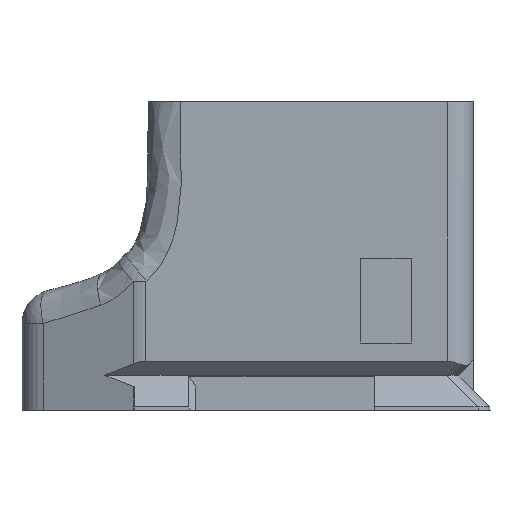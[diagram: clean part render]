
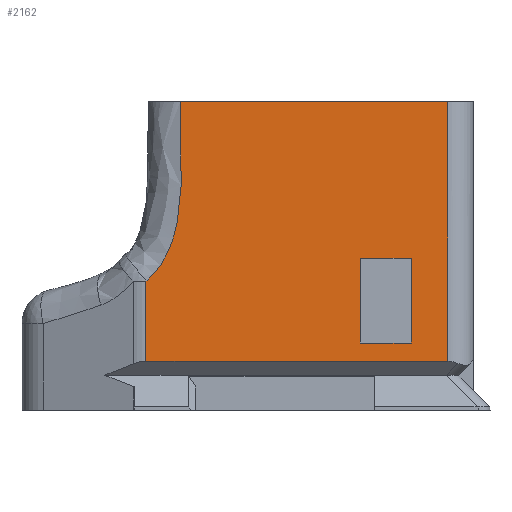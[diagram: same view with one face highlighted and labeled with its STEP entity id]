
A CAD part, left-side view. The second image highlights one B-rep face of the part: STEP entity #2162.
In plain terms, the highlighted planar face has unit normal (-1, 0, 0).
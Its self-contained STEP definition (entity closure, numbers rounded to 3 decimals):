
#97=B_SPLINE_CURVE_WITH_KNOTS('',3,(#3391,#3392,#3393,#3394,#3395,#3396,
#3397),.UNSPECIFIED.,.F.,.F.,(4,1,1,1,4),(0.,0.003,0.006,
0.008,0.011),.UNSPECIFIED.);
#923=ORIENTED_EDGE('',*,*,#953,.T.);
#924=ORIENTED_EDGE('',*,*,#946,.T.);
#925=ORIENTED_EDGE('',*,*,#949,.F.);
#926=ORIENTED_EDGE('',*,*,#951,.F.);
#927=ORIENTED_EDGE('',*,*,#994,.T.);
#928=ORIENTED_EDGE('',*,*,#1241,.F.);
#929=ORIENTED_EDGE('',*,*,#1225,.F.);
#930=ORIENTED_EDGE('',*,*,#1049,.T.);
#931=ORIENTED_EDGE('',*,*,#1240,.T.);
#946=EDGE_CURVE('',#1273,#1274,#1481,.T.);
#949=EDGE_CURVE('',#1275,#1274,#1484,.T.);
#951=EDGE_CURVE('',#1276,#1275,#1486,.T.);
#953=EDGE_CURVE('',#1276,#1273,#1488,.T.);
#994=EDGE_CURVE('',#1313,#1312,#1518,.T.);
#1049=EDGE_CURVE('',#1348,#1347,#97,.T.);
#1225=EDGE_CURVE('',#1348,#1462,#1584,.T.);
#1240=EDGE_CURVE('',#1347,#1313,#1587,.T.);
#1241=EDGE_CURVE('',#1462,#1312,#1588,.T.);
#1273=VERTEX_POINT('',#2848);
#1274=VERTEX_POINT('',#2849);
#1275=VERTEX_POINT('',#2854);
#1276=VERTEX_POINT('',#2858);
#1312=VERTEX_POINT('',#2962);
#1313=VERTEX_POINT('',#2964);
#1347=VERTEX_POINT('',#3309);
#1348=VERTEX_POINT('',#3398);
#1462=VERTEX_POINT('',#4784);
#1481=LINE('',#2847,#1620);
#1484=LINE('',#2853,#1623);
#1486=LINE('',#2857,#1625);
#1488=LINE('',#2861,#1627);
#1518=LINE('',#2963,#1657);
#1584=LINE('',#4783,#1723);
#1587=LINE('',#5617,#1726);
#1588=LINE('',#5619,#1727);
#1620=VECTOR('',#2367,1000.);
#1623=VECTOR('',#2372,1000.);
#1625=VECTOR('',#2376,1000.);
#1627=VECTOR('',#2380,1000.);
#1657=VECTOR('',#2446,1000.);
#1723=VECTOR('',#2736,1000.);
#1726=VECTOR('',#2761,1000.);
#1727=VECTOR('',#2764,1000.);
#1868=EDGE_LOOP('',(#923,#924,#925,#926));
#1869=EDGE_LOOP('',(#927,#928,#929,#930,#931));
#1993=FACE_BOUND('',#1868,.T.);
#1994=FACE_BOUND('',#1869,.T.);
#2041=PLANE('',#2341);
#2162=ADVANCED_FACE('',(#1993,#1994),#2041,.F.);
#2341=AXIS2_PLACEMENT_3D('',#5653,#2810,#2811);
#2367=DIRECTION('',(0.,1.,0.));
#2372=DIRECTION('',(0.,0.,-1.));
#2376=DIRECTION('',(0.,1.,0.));
#2380=DIRECTION('',(0.,0.,-1.));
#2446=DIRECTION('',(0.,-1.,0.));
#2736=DIRECTION('',(0.,-1.,0.));
#2761=DIRECTION('',(0.,0.,-1.));
#2764=DIRECTION('',(0.,0.,-1.));
#2810=DIRECTION('',(1.,0.,0.));
#2811=DIRECTION('',(0.,1.,0.));
#2847=CARTESIAN_POINT('',(-13.3,-8.159,17.569));
#2848=CARTESIAN_POINT('',(-13.3,-9.659,17.569));
#2849=CARTESIAN_POINT('',(-13.3,-6.659,17.569));
#2853=CARTESIAN_POINT('',(-13.3,-6.659,20.069));
#2854=CARTESIAN_POINT('',(-13.3,-6.659,22.569));
#2857=CARTESIAN_POINT('',(-13.3,-8.159,22.569));
#2858=CARTESIAN_POINT('',(-13.3,-9.659,22.569));
#2861=CARTESIAN_POINT('',(-13.3,-9.659,20.069));
#2962=CARTESIAN_POINT('',(-13.3,-11.8,16.491));
#2963=CARTESIAN_POINT('',(-13.3,0.,16.491));
#2964=CARTESIAN_POINT('',(-13.3,5.991,16.491));
#3309=CARTESIAN_POINT('',(-13.3,5.991,21.219));
#3391=CARTESIAN_POINT('',(-13.3,3.962,31.8));
#3392=CARTESIAN_POINT('',(-13.3,3.961,30.877));
#3393=CARTESIAN_POINT('',(-13.3,3.909,29.027));
#3394=CARTESIAN_POINT('',(-13.3,3.871,26.266));
#3395=CARTESIAN_POINT('',(-13.3,4.285,23.477));
#3396=CARTESIAN_POINT('',(-13.3,5.248,21.808));
#3397=CARTESIAN_POINT('',(-13.3,5.991,21.219));
#3398=CARTESIAN_POINT('',(-13.3,3.962,31.8));
#4783=CARTESIAN_POINT('',(-13.3,0.,31.8));
#4784=CARTESIAN_POINT('',(-13.3,-11.8,31.8));
#5617=CARTESIAN_POINT('',(-13.3,5.991,31.8));
#5619=CARTESIAN_POINT('',(-13.3,-11.8,31.8));
#5653=CARTESIAN_POINT('',(-13.3,0.,31.8));
